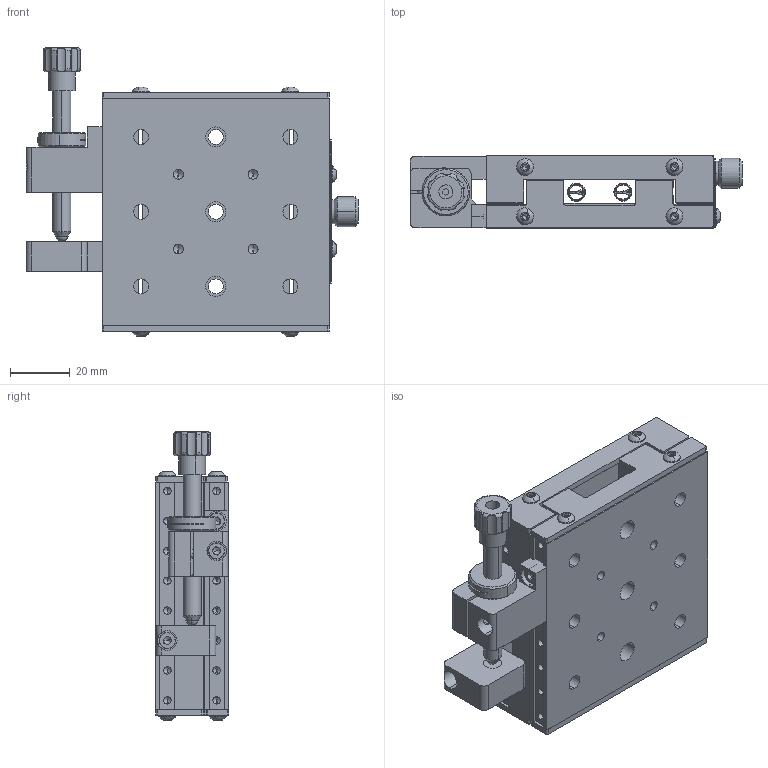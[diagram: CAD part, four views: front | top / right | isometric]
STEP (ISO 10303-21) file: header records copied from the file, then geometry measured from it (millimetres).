
FILE_DESCRIPTION (( 'STEP AP203' ), '1' );
FILE_NAME ('06PTS-1SM.STEP', '2016-05-11T07:54:20', ( '' ), ( '' ), 'SwSTEP 2.0', 'SolidWorks 2016', '' );
FILE_SCHEMA (( 'CONFIG_CONTROL_DESIGN' ));
Length unit declared in the file: millimetre
Products named in the file (1): 06PTS-1SM
Bounding box: 111.1 x 24.5 x 96.48 mm (x, y, z)
Volume: 133825.2 mm3; surface area: 75957.1 mm2
Topology: 40 solids, 40 shells, 2012 faces, 5113 edges, 3111 vertices
Faces by surface type: cylinder 712, cone 710, plane 500, torus 60, sphere 22, bspline 8
Entity records: 73907 total; most frequent: CARTESIAN_POINT 24433, DIRECTION 11201, ORIENTED_EDGE 9908, EDGE_CURVE 4954, AXIS2_PLACEMENT_3D 4445, VERTEX_POINT 3108, CIRCLE 2440, LINE 2311
